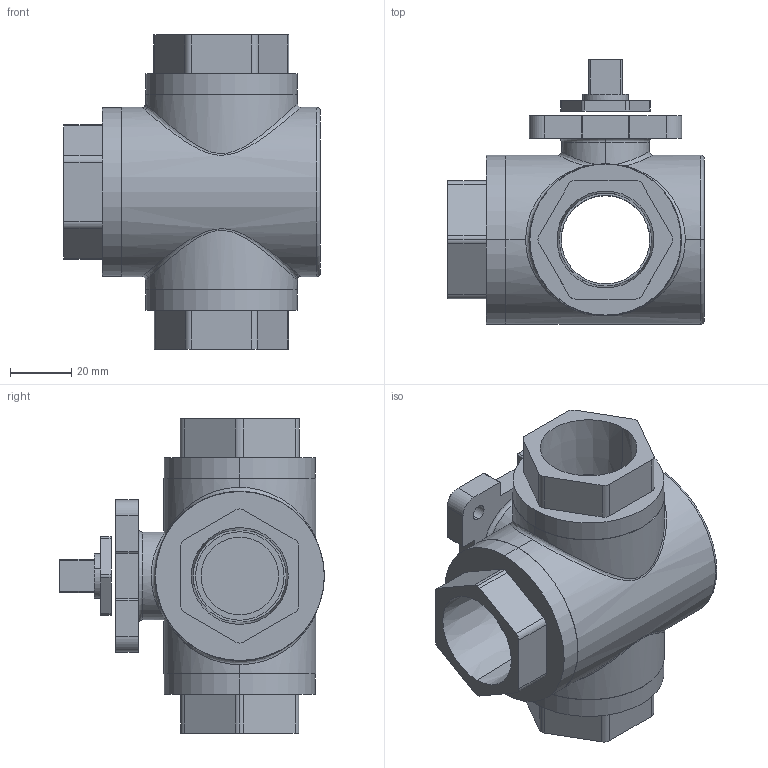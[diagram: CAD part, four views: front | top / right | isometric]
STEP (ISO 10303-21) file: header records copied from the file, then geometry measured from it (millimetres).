
FILE_DESCRIPTION (( 'STEP AP214' ), '1' );
FILE_NAME ('38-TH-0100-XXX BARE STEM.step', '2019-11-20T20:41:30', ( '' ), ( '' ), 'SwSTEP 2.0', 'SolidWorks 2019', '' );
FILE_SCHEMA (( 'AUTOMOTIVE_DESIGN' ));
Length unit declared in the file: inch
Products named in the file (2): 38-TH-0100-XXX BARE STEM
Bounding box: 84.07 x 86.8 x 103 mm (x, y, z)
Surface area: 38253.8 mm2 (no closed solid volume)
Topology: 0 solids, 2 shells, 153 faces, 418 edges, 280 vertices
Faces by surface type: plane 70, cylinder 69, cone 6, torus 4, bspline 4
Entity records: 8631 total; most frequent: CARTESIAN_POINT 2613, DIRECTION 858, ORIENTED_EDGE 813, EDGE_CURVE 418, AXIS2_PLACEMENT_3D 317, VERTEX_POINT 280, LINE 224, VECTOR 224
